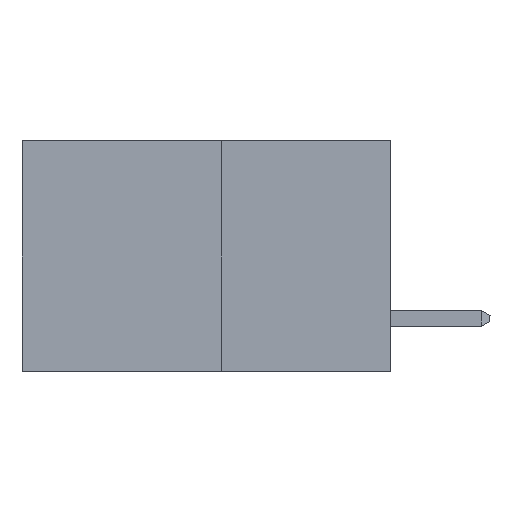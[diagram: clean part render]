
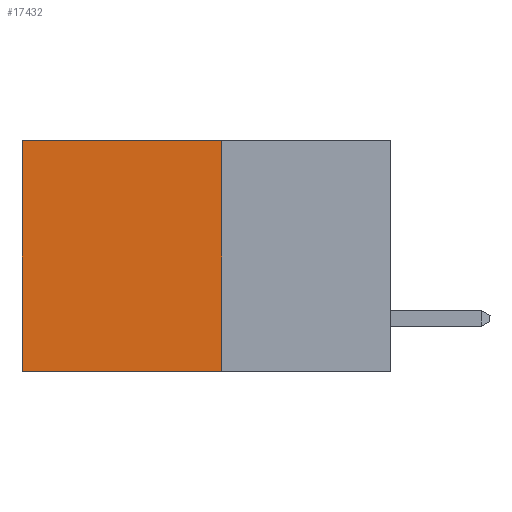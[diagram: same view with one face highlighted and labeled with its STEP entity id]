
A CAD part, left-side view. The second image highlights one B-rep face of the part: STEP entity #17432.
In plain terms, the highlighted planar face has unit normal (-1, 0, 0).
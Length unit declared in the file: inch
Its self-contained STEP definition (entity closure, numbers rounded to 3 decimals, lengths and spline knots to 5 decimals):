
#1165 = LINE ( 'NONE', #30472, #7792 ) ;
#1634 = CARTESIAN_POINT ( 'NONE',  ( 0.277, 0.27, -0.37 ) ) ;
#6729 = CARTESIAN_POINT ( 'NONE',  ( 0.277, 0.27, 0. ) ) ;
#7792 = VECTOR ( 'NONE', #15926, 39.37008 ) ;
#8271 = PLANE ( 'NONE',  #24648 ) ;
#8841 = FACE_OUTER_BOUND ( 'NONE', #14918, .T. ) ;
#10169 = VECTOR ( 'NONE', #16743, 39.37008 ) ;
#10944 = LINE ( 'NONE', #6729, #10169 ) ;
#12329 = DIRECTION ( 'NONE',  ( 0., 0., -1. ) ) ;
#12631 = ORIENTED_EDGE ( 'NONE', *, *, #13371, .F. ) ;
#13264 = DIRECTION ( 'NONE',  ( 1., 0., 0. ) ) ;
#13371 = EDGE_CURVE ( 'NONE', #24085, #18762, #27911, .T. ) ;
#14663 = CARTESIAN_POINT ( 'NONE',  ( 0.277, 0.27, -0.37 ) ) ;
#14894 = EDGE_CURVE ( 'NONE', #30500, #18762, #1165, .T. ) ;
#14918 = EDGE_LOOP ( 'NONE', ( #15377, #12631, #20727, #24477 ) ) ;
#15377 = ORIENTED_EDGE ( 'NONE', *, *, #14894, .T. ) ;
#15435 = CARTESIAN_POINT ( 'NONE',  ( 0.277, 0.59, -0.37 ) ) ;
#15926 = DIRECTION ( 'NONE',  ( 0., 0., -1. ) ) ;
#16743 = DIRECTION ( 'NONE',  ( 0., 1., 0. ) ) ;
#17432 = ADVANCED_FACE ( 'NONE', ( #8841 ), #8271, .F. ) ;
#18409 = EDGE_CURVE ( 'NONE', #27103, #24085, #31419, .T. ) ;
#18548 = VECTOR ( 'NONE', #12329, 39.37008 ) ;
#18762 = VERTEX_POINT ( 'NONE', #15435 ) ;
#20727 = ORIENTED_EDGE ( 'NONE', *, *, #18409, .F. ) ;
#21369 = VECTOR ( 'NONE', #29309, 39.37008 ) ;
#24085 = VERTEX_POINT ( 'NONE', #1634 ) ;
#24367 = CARTESIAN_POINT ( 'NONE',  ( 0.277, 0.59, 0. ) ) ;
#24477 = ORIENTED_EDGE ( 'NONE', *, *, #29859, .T. ) ;
#24552 = CARTESIAN_POINT ( 'NONE',  ( 0.277, 0.27, -0.37 ) ) ;
#24648 = AXIS2_PLACEMENT_3D ( 'NONE', #27829, #13264, #30342 ) ;
#27103 = VERTEX_POINT ( 'NONE', #30627 ) ;
#27829 = CARTESIAN_POINT ( 'NONE',  ( 0.277, 0.27, -0.37 ) ) ;
#27911 = LINE ( 'NONE', #14663, #21369 ) ;
#29309 = DIRECTION ( 'NONE',  ( 0., 1., 0. ) ) ;
#29859 = EDGE_CURVE ( 'NONE', #27103, #30500, #10944, .T. ) ;
#30342 = DIRECTION ( 'NONE',  ( 0., 0., -1. ) ) ;
#30472 = CARTESIAN_POINT ( 'NONE',  ( 0.277, 0.59, -0.37 ) ) ;
#30500 = VERTEX_POINT ( 'NONE', #24367 ) ;
#30627 = CARTESIAN_POINT ( 'NONE',  ( 0.277, 0.27, 0. ) ) ;
#31419 = LINE ( 'NONE', #24552, #18548 ) ;
